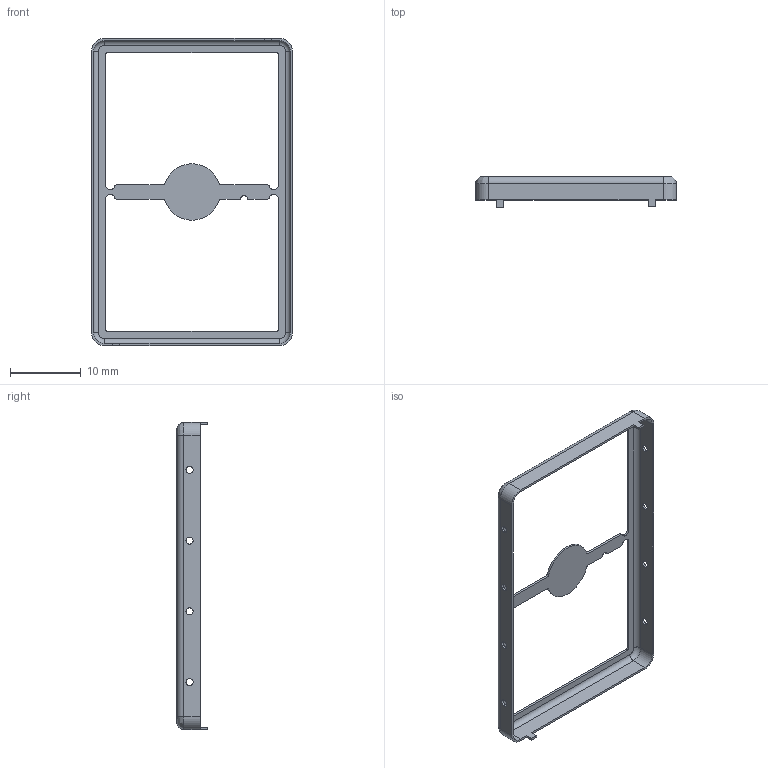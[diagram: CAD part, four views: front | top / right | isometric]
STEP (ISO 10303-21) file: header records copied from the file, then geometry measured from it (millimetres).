
FILE_DESCRIPTION( ( 'Unknown' ), '1' );
FILE_NAME( '3670434.stp', 'Unknown', ( 'Unknown' ), ( 'Unknown' ), 'PSStep 21.0.46', 'Unknown', ' ' );
FILE_SCHEMA( ( 'AUTOMOTIVE_DESIGN { 1 0 10303 214 1 1 1 1 }' ) );
Length unit declared in the file: millimetre
Products named in the file (1): MS434-10F
Bounding box: 28.4 x 4.3 x 43.4 mm (x, y, z)
Volume: 213.5 mm3; surface area: 1528.6 mm2
Topology: 1 solids, 1 shells, 80 faces, 226 edges, 148 vertices
Faces by surface type: cylinder 43, plane 29, bspline 4, torus 4
Full cylindrical faces by diameter (mm): 1 x8
Entity records: 3248 total; most frequent: CARTESIAN_POINT 491, DIRECTION 458, ORIENTED_EDGE 420, EDGE_CURVE 210, AXIS2_PLACEMENT_3D 171, VERTEX_POINT 140, LINE 116, VECTOR 116
